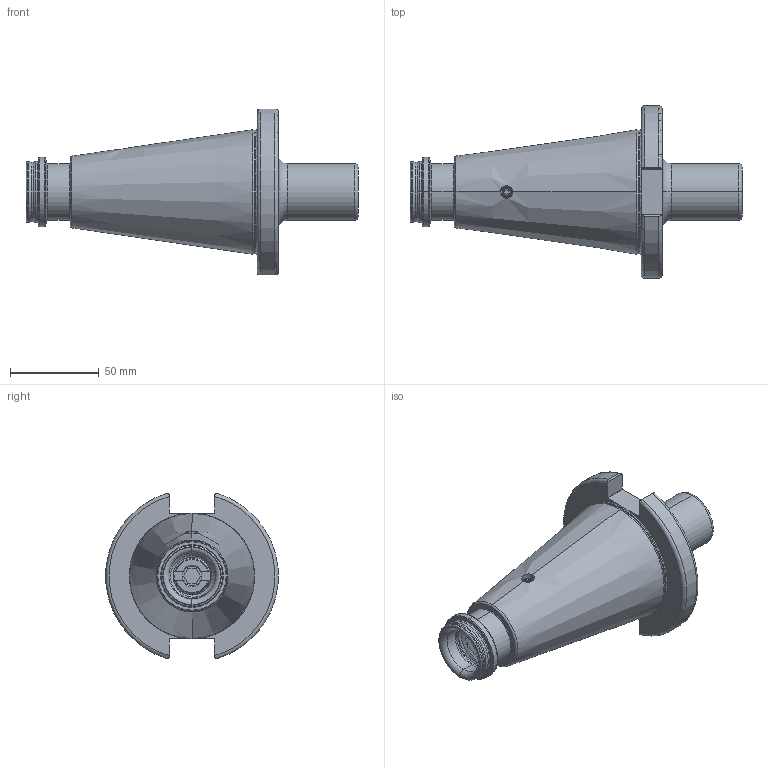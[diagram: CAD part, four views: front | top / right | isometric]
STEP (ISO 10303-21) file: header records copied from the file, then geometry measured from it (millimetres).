
FILE_DESCRIPTION (( 'STEP AP203' ), '1' );
FILE_NAME ('501.08.02.STEP', '2016-11-26T05:11:14', ( '' ), ( '' ), 'SwSTEP 2.0', 'SolidWorks 2012', '' );
FILE_SCHEMA (( 'CONFIG_CONTROL_DESIGN' ));
Length unit declared in the file: millimetre
Products named in the file (5): 2-02.000.0060100C2_M6xP01-10L; 2-41371006AF_M24xP3_12L; 102.08.023_M10xP1.5-70L; 501.08.02
Assembly tree (4 placements, depth 2):
  501.08.02
    501.08.02
    102.08.023_M10xP1.5-70L
    2-41371006AF_M24xP3_12L
    2-02.000.0060100C2_M6xP01-10L
Bounding box: 186.8 x 96.94 x 93.38 mm (x, y, z)
Volume: 359863.8 mm3; surface area: 60020.9 mm2
Topology: 4 solids, 4 shells, 328 faces, 867 edges, 554 vertices
Faces by surface type: cylinder 152, plane 63, torus 42, cone 42, bspline 29
Entity records: 27048 total; most frequent: CARTESIAN_POINT 19421, ORIENTED_EDGE 1730, DIRECTION 1268, EDGE_CURVE 865, VERTEX_POINT 554, AXIS2_PLACEMENT_3D 503, EDGE_LOOP 343, ADVANCED_FACE 328
